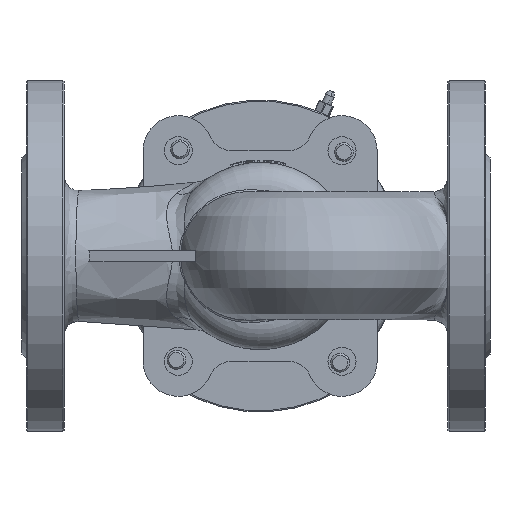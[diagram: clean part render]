
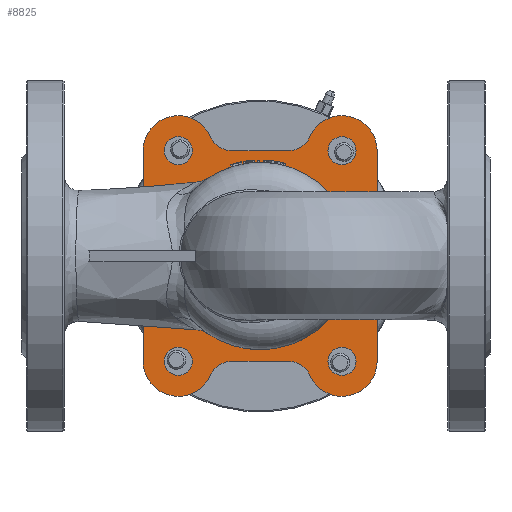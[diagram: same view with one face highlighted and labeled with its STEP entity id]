
A CAD part, front view. The second image highlights one B-rep face of the part: STEP entity #8825.
In plain terms, the highlighted planar face has unit normal (0, -1, 0).
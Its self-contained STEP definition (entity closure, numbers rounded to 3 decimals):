
#378=B_SPLINE_CURVE_WITH_KNOTS('',3,(#18856,#18857,#18858,#18859,#18860,
#18861,#18862,#18863,#18864,#18865,#18866,#18867,#18868,#18869,#18870,#18871,
#18872,#18873,#18874,#18875,#18876,#18877),.UNSPECIFIED.,.F.,.F.,(4,2,2,
2,2,2,2,2,2,2,4),(0.,0.418,1.726,1.95,
2.052,2.131,2.216,2.351,2.62,
3.06,4.238),.UNSPECIFIED.);
#699=LINE('',#16664,#1172);
#707=LINE('',#16693,#1180);
#803=LINE('',#20444,#1276);
#804=LINE('',#20447,#1277);
#1172=VECTOR('',#11683,10.);
#1180=VECTOR('',#11711,10.);
#1276=VECTOR('',#12097,10.);
#1277=VECTOR('',#12100,10.);
#1611=FACE_BOUND('',#2797,.T.);
#1612=FACE_BOUND('',#2798,.T.);
#1613=FACE_BOUND('',#2799,.T.);
#1614=FACE_BOUND('',#2800,.T.);
#1615=FACE_BOUND('',#2801,.T.);
#1772=PLANE('',#9846);
#2210=FACE_OUTER_BOUND('',#2796,.T.);
#2796=EDGE_LOOP('',(#7469,#7470,#7471,#7472,#7473,#7474,#7475,#7476,#7477,
#7478,#7479,#7480));
#2797=EDGE_LOOP('',(#7481,#7482));
#2798=EDGE_LOOP('',(#7483));
#2799=EDGE_LOOP('',(#7484));
#2800=EDGE_LOOP('',(#7485));
#2801=EDGE_LOOP('',(#7486));
#3289=CIRCLE('',#9684,10.);
#3291=CIRCLE('',#9687,15.);
#3293=CIRCLE('',#9690,10.);
#3295=CIRCLE('',#9694,10.);
#3297=CIRCLE('',#9697,15.);
#3299=CIRCLE('',#9700,10.);
#3338=CIRCLE('',#9791,40.);
#3376=CIRCLE('',#9847,15.);
#3377=CIRCLE('',#9848,15.);
#3378=CIRCLE('',#9849,6.);
#3379=CIRCLE('',#9850,6.);
#3380=CIRCLE('',#9851,6.);
#3381=CIRCLE('',#9852,6.);
#3907=VERTEX_POINT('',#16637);
#3908=VERTEX_POINT('',#16638);
#3911=VERTEX_POINT('',#16646);
#3913=VERTEX_POINT('',#16652);
#3914=VERTEX_POINT('',#16653);
#3918=VERTEX_POINT('',#16666);
#3919=VERTEX_POINT('',#16667);
#3922=VERTEX_POINT('',#16675);
#3924=VERTEX_POINT('',#16681);
#3925=VERTEX_POINT('',#16682);
#4052=VERTEX_POINT('',#17810);
#4053=VERTEX_POINT('',#17914);
#4117=VERTEX_POINT('',#20442);
#4118=VERTEX_POINT('',#20445);
#4119=VERTEX_POINT('',#20448);
#4120=VERTEX_POINT('',#20450);
#4121=VERTEX_POINT('',#20452);
#4122=VERTEX_POINT('',#20454);
#4954=EDGE_CURVE('',#3907,#3908,#3289,.T.);
#4958=EDGE_CURVE('',#3908,#3911,#3291,.T.);
#4961=EDGE_CURVE('',#3913,#3914,#3293,.T.);
#4967=EDGE_CURVE('',#3914,#3907,#699,.T.);
#4968=EDGE_CURVE('',#3918,#3919,#3295,.T.);
#4972=EDGE_CURVE('',#3919,#3922,#3297,.T.);
#4975=EDGE_CURVE('',#3924,#3925,#3299,.T.);
#4981=EDGE_CURVE('',#3925,#3918,#707,.T.);
#5165=EDGE_CURVE('',#4053,#4052,#3338,.T.);
#5211=EDGE_CURVE('',#4052,#4053,#378,.T.);
#5261=EDGE_CURVE('',#4117,#3913,#3376,.T.);
#5262=EDGE_CURVE('',#3922,#4117,#803,.T.);
#5263=EDGE_CURVE('',#4118,#3924,#3377,.T.);
#5264=EDGE_CURVE('',#3911,#4118,#804,.T.);
#5265=EDGE_CURVE('',#4119,#4119,#3378,.T.);
#5266=EDGE_CURVE('',#4120,#4120,#3379,.T.);
#5267=EDGE_CURVE('',#4121,#4121,#3380,.T.);
#5268=EDGE_CURVE('',#4122,#4122,#3381,.T.);
#7469=ORIENTED_EDGE('',*,*,#4954,.F.);
#7470=ORIENTED_EDGE('',*,*,#4967,.F.);
#7471=ORIENTED_EDGE('',*,*,#4961,.F.);
#7472=ORIENTED_EDGE('',*,*,#5261,.F.);
#7473=ORIENTED_EDGE('',*,*,#5262,.F.);
#7474=ORIENTED_EDGE('',*,*,#4972,.F.);
#7475=ORIENTED_EDGE('',*,*,#4968,.F.);
#7476=ORIENTED_EDGE('',*,*,#4981,.F.);
#7477=ORIENTED_EDGE('',*,*,#4975,.F.);
#7478=ORIENTED_EDGE('',*,*,#5263,.F.);
#7479=ORIENTED_EDGE('',*,*,#5264,.F.);
#7480=ORIENTED_EDGE('',*,*,#4958,.F.);
#7481=ORIENTED_EDGE('',*,*,#5211,.T.);
#7482=ORIENTED_EDGE('',*,*,#5165,.T.);
#7483=ORIENTED_EDGE('',*,*,#5265,.F.);
#7484=ORIENTED_EDGE('',*,*,#5266,.F.);
#7485=ORIENTED_EDGE('',*,*,#5267,.F.);
#7486=ORIENTED_EDGE('',*,*,#5268,.F.);
#8825=ADVANCED_FACE('',(#2210,#1611,#1612,#1613,#1614,#1615),#1772,.F.);
#9684=AXIS2_PLACEMENT_3D('',#16639,#11658,#11659);
#9687=AXIS2_PLACEMENT_3D('',#16647,#11666,#11667);
#9690=AXIS2_PLACEMENT_3D('',#16654,#11673,#11674);
#9694=AXIS2_PLACEMENT_3D('',#16668,#11686,#11687);
#9697=AXIS2_PLACEMENT_3D('',#16676,#11694,#11695);
#9700=AXIS2_PLACEMENT_3D('',#16683,#11701,#11702);
#9791=AXIS2_PLACEMENT_3D('',#17915,#11978,#11979);
#9846=AXIS2_PLACEMENT_3D('',#20441,#12093,#12094);
#9847=AXIS2_PLACEMENT_3D('',#20443,#12095,#12096);
#9848=AXIS2_PLACEMENT_3D('',#20446,#12098,#12099);
#9849=AXIS2_PLACEMENT_3D('',#20449,#12101,#12102);
#9850=AXIS2_PLACEMENT_3D('',#20451,#12103,#12104);
#9851=AXIS2_PLACEMENT_3D('',#20453,#12105,#12106);
#9852=AXIS2_PLACEMENT_3D('',#20455,#12107,#12108);
#11658=DIRECTION('center_axis',(0.,-1.,0.));
#11659=DIRECTION('ref_axis',(0.548,0.,-0.837));
#11666=DIRECTION('center_axis',(0.,1.,0.));
#11667=DIRECTION('ref_axis',(1.,0.,0.));
#11673=DIRECTION('center_axis',(0.,-1.,0.));
#11674=DIRECTION('ref_axis',(-0.548,0.,-0.837));
#11683=DIRECTION('',(1.,0.,0.));
#11686=DIRECTION('center_axis',(0.,-1.,0.));
#11687=DIRECTION('ref_axis',(-0.548,0.,0.837));
#11694=DIRECTION('center_axis',(0.,1.,0.));
#11695=DIRECTION('ref_axis',(1.,0.,0.));
#11701=DIRECTION('center_axis',(0.,-1.,0.));
#11702=DIRECTION('ref_axis',(0.548,0.,0.837));
#11711=DIRECTION('',(-1.,0.,0.));
#11978=DIRECTION('center_axis',(0.,1.,0.));
#11979=DIRECTION('ref_axis',(0.,0.,1.));
#12093=DIRECTION('center_axis',(0.,1.,0.));
#12094=DIRECTION('ref_axis',(0.,0.,1.));
#12095=DIRECTION('center_axis',(0.,1.,0.));
#12096=DIRECTION('ref_axis',(1.,0.,0.));
#12097=DIRECTION('',(0.,0.,1.));
#12098=DIRECTION('center_axis',(0.,1.,0.));
#12099=DIRECTION('ref_axis',(1.,0.,0.));
#12100=DIRECTION('',(0.,0.,-1.));
#12101=DIRECTION('center_axis',(0.,-1.,0.));
#12102=DIRECTION('ref_axis',(-1.,0.,0.));
#12103=DIRECTION('center_axis',(0.,-1.,0.));
#12104=DIRECTION('ref_axis',(-1.,0.,0.));
#12105=DIRECTION('center_axis',(0.,-1.,0.));
#12106=DIRECTION('ref_axis',(-1.,0.,0.));
#12107=DIRECTION('center_axis',(0.,-1.,0.));
#12108=DIRECTION('ref_axis',(-1.,0.,0.));
#16637=CARTESIAN_POINT('',(113.845,42.,45.));
#16638=CARTESIAN_POINT('',(123.011,42.,51.));
#16639=CARTESIAN_POINT('Origin',(113.845,42.,55.));
#16646=CARTESIAN_POINT('',(151.758,42.,45.));
#16647=CARTESIAN_POINT('Origin',(136.758,42.,45.));
#16652=CARTESIAN_POINT('',(80.506,42.,51.));
#16653=CARTESIAN_POINT('',(89.671,42.,45.));
#16654=CARTESIAN_POINT('Origin',(89.671,42.,55.));
#16664=CARTESIAN_POINT('',(51.758,42.,45.));
#16666=CARTESIAN_POINT('',(89.671,42.,-45.));
#16667=CARTESIAN_POINT('',(80.506,42.,-51.));
#16668=CARTESIAN_POINT('Origin',(89.671,42.,-55.));
#16675=CARTESIAN_POINT('',(51.758,42.,-45.));
#16676=CARTESIAN_POINT('Origin',(66.758,42.,-45.));
#16681=CARTESIAN_POINT('',(123.011,42.,-51.));
#16682=CARTESIAN_POINT('',(113.845,42.,-45.));
#16683=CARTESIAN_POINT('Origin',(113.845,42.,-55.));
#16693=CARTESIAN_POINT('',(151.758,42.,-45.));
#17810=CARTESIAN_POINT('',(66.853,42.,-19.536));
#17914=CARTESIAN_POINT('',(66.853,42.,19.536));
#17915=CARTESIAN_POINT('Origin',(101.758,42.,0.));
#18856=CARTESIAN_POINT('Ctrl Pts',(66.853,42.,-19.536));
#18857=CARTESIAN_POINT('Ctrl Pts',(66.173,42.,-18.319));
#18858=CARTESIAN_POINT('Ctrl Pts',(65.47,42.,-17.096));
#18859=CARTESIAN_POINT('Ctrl Pts',(62.633,42.,-12.005));
#18860=CARTESIAN_POINT('Ctrl Pts',(60.654,42.,-8.081));
#18861=CARTESIAN_POINT('Ctrl Pts',(59.736,42.,-3.103));
#18862=CARTESIAN_POINT('Ctrl Pts',(59.638,42.,-2.372));
#18863=CARTESIAN_POINT('Ctrl Pts',(59.552,42.,-1.296));
#18864=CARTESIAN_POINT('Ctrl Pts',(59.534,42.,-0.958));
#18865=CARTESIAN_POINT('Ctrl Pts',(59.515,42.,-0.358));
#18866=CARTESIAN_POINT('Ctrl Pts',(59.512,42.,-0.096));
#18867=CARTESIAN_POINT('Ctrl Pts',(59.517,42.,0.446));
#18868=CARTESIAN_POINT('Ctrl Pts',(59.525,42.,0.727));
#18869=CARTESIAN_POINT('Ctrl Pts',(59.561,42.,1.452));
#18870=CARTESIAN_POINT('Ctrl Pts',(59.597,42.,1.895));
#18871=CARTESIAN_POINT('Ctrl Pts',(59.748,42.,3.219));
#18872=CARTESIAN_POINT('Ctrl Pts',(59.903,42.,4.09));
#18873=CARTESIAN_POINT('Ctrl Pts',(60.44,42.,6.372));
#18874=CARTESIAN_POINT('Ctrl Pts',(60.899,42.,7.751));
#18875=CARTESIAN_POINT('Ctrl Pts',(62.893,42.,12.711));
#18876=CARTESIAN_POINT('Ctrl Pts',(64.959,42.,16.151));
#18877=CARTESIAN_POINT('Ctrl Pts',(66.853,42.,19.536));
#20441=CARTESIAN_POINT('Origin',(101.758,42.,0.));
#20442=CARTESIAN_POINT('',(51.758,42.,45.));
#20443=CARTESIAN_POINT('Origin',(66.758,42.,45.));
#20444=CARTESIAN_POINT('',(51.758,42.,-45.));
#20445=CARTESIAN_POINT('',(151.758,42.,-45.));
#20446=CARTESIAN_POINT('Origin',(136.758,42.,-45.));
#20447=CARTESIAN_POINT('',(151.758,42.,45.));
#20448=CARTESIAN_POINT('',(72.758,42.,45.));
#20449=CARTESIAN_POINT('Origin',(66.758,42.,45.));
#20450=CARTESIAN_POINT('',(142.758,42.,45.));
#20451=CARTESIAN_POINT('Origin',(136.758,42.,45.));
#20452=CARTESIAN_POINT('',(72.758,42.,-45.));
#20453=CARTESIAN_POINT('Origin',(66.758,42.,-45.));
#20454=CARTESIAN_POINT('',(142.758,42.,-45.));
#20455=CARTESIAN_POINT('Origin',(136.758,42.,-45.));
